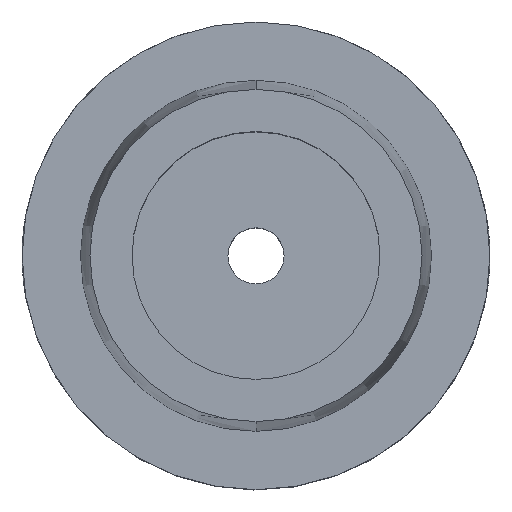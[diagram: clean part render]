
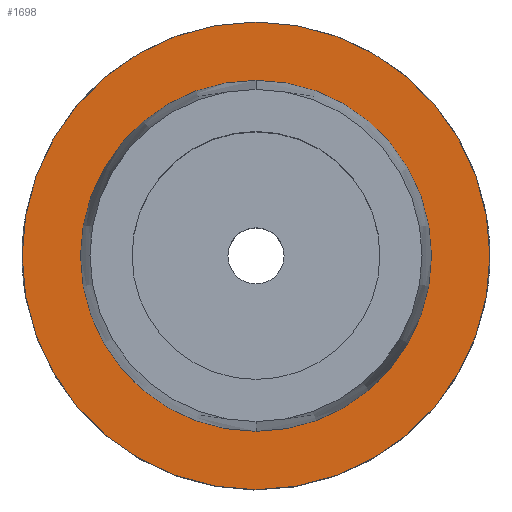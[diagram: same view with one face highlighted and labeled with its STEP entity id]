
A CAD part, top view. The second image highlights one B-rep face of the part: STEP entity #1698.
In plain terms, the highlighted planar face has unit normal (0, 0, 1).
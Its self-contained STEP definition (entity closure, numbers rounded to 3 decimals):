
#253=CARTESIAN_POINT('',(0.,0.,0.));
#254=DIRECTION('',(0.,0.,-1.));
#255=DIRECTION('',(0.,1.,0.));
#256=AXIS2_PLACEMENT_3D('',#253,#254,#255);
#275=CARTESIAN_POINT('',(0.,0.,0.));
#276=DIRECTION('',(0.,0.,1.));
#277=DIRECTION('',(0.,1.,0.));
#278=AXIS2_PLACEMENT_3D('',#275,#276,#277);
#283=CARTESIAN_POINT('',(0.,0.,0.));
#284=DIRECTION('',(0.,0.,-1.));
#285=DIRECTION('',(0.,1.,0.));
#286=AXIS2_PLACEMENT_3D('',#283,#284,#285);
#291=CARTESIAN_POINT('',(0.,0.,0.));
#292=DIRECTION('',(0.,0.,1.));
#293=DIRECTION('',(0.,1.,0.));
#294=AXIS2_PLACEMENT_3D('',#291,#292,#293);
#1306=CARTESIAN_POINT('',(0.,50.,0.));
#1308=VERTEX_POINT('',#1306);
#1309=CARTESIAN_POINT('',(0.,37.507,0.));
#1311=VERTEX_POINT('',#1309);
#1314=CARTESIAN_POINT('',(0.,-50.,0.));
#1316=VERTEX_POINT('',#1314);
#1317=CARTESIAN_POINT('',(0.,-37.507,0.));
#1319=VERTEX_POINT('',#1317);
#1683=CARTESIAN_POINT('',(0.,0.,0.));
#1684=DIRECTION('',(0.,0.,-1.));
#1685=DIRECTION('',(0.,-1.,0.));
#1686=AXIS2_PLACEMENT_3D('',#1683,#1684,#1685);
#1687=PLANE('',#1686);
#1689=ORIENTED_EDGE('',*,*,#1688,.T.);
#1691=ORIENTED_EDGE('',*,*,#1690,.F.);
#1692=EDGE_LOOP('',(#1689,#1691));
#1693=FACE_OUTER_BOUND('',#1692,.F.);
#1694=ORIENTED_EDGE('',*,*,#1678,.T.);
#1695=ORIENTED_EDGE('',*,*,#1662,.F.);
#1696=EDGE_LOOP('',(#1694,#1695));
#1697=FACE_BOUND('',#1696,.F.);
#257=CIRCLE('',#256,37.507);
#279=CIRCLE('',#278,37.507);
#287=CIRCLE('',#286,50.);
#295=CIRCLE('',#294,50.);
#1662=EDGE_CURVE('',#1311,#1319,#257,.T.);
#1678=EDGE_CURVE('',#1311,#1319,#279,.T.);
#1688=EDGE_CURVE('',#1308,#1316,#287,.T.);
#1690=EDGE_CURVE('',#1308,#1316,#295,.T.);
#1698=ADVANCED_FACE('',(#1693,#1697),#1687,.F.);
